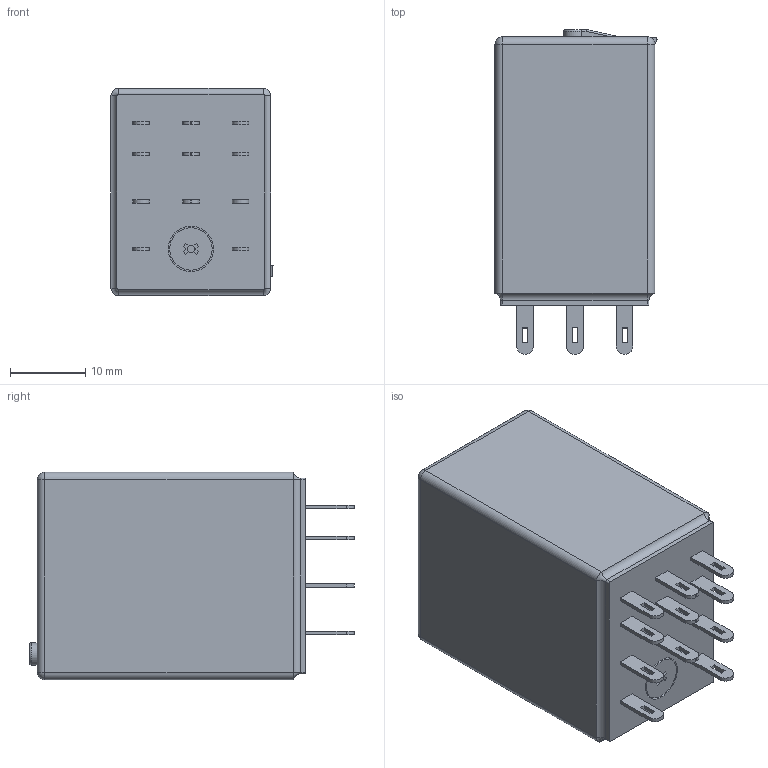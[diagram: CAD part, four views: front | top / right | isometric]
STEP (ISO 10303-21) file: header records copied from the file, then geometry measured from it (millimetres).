
FILE_DESCRIPTION((''),'2;1');
FILE_NAME('R3.stp','2015-07-20T16:16:13',('CAD Station'),(''),'Autodesk Inventor 2013','Autodesk Inventor 2013','');
FILE_SCHEMA(('CONFIG_CONTROL_DESIGN'));
Length unit declared in the file: millimetre
Products named in the file (3): Assembly2; R2; R2 top
Assembly tree (2 placements, depth 2):
  Assembly2
    R2
    R2 top
Bounding box: 21.49 x 43.1 x 27.5 mm (x, y, z)
Volume: 20535.4 mm3; surface area: 5015.4 mm2
Topology: 2 solids, 2 shells, 191 faces, 479 edges, 306 vertices
Faces by surface type: plane 136, cylinder 45, torus 5, sphere 3, bspline 2
Full cylindrical faces by diameter (mm): 1 x1, 1.5 x2, 2 x1, 5.624 x1, 6 x1
Entity records: 5820 total; most frequent: CARTESIAN_POINT 1058, DIRECTION 950, ORIENTED_EDGE 940, EDGE_CURVE 470, VECTOR 370, LINE 370, VERTEX_POINT 306, AXIS2_PLACEMENT_3D 290
